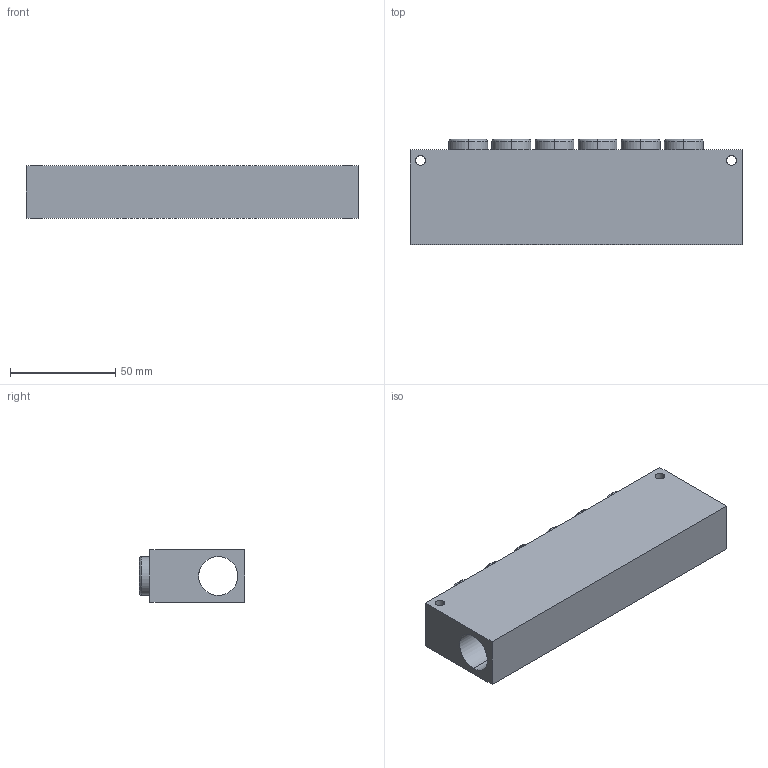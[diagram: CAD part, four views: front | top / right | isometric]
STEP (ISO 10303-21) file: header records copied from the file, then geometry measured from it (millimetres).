
FILE_DESCRIPTION(('STEP AP214'),'1');
FILE_NAME('3310_10_21.stp','2016-07-07T14:25:18',('TraceParts'),('TraceParts S.A.'),'Spatial InterOp 3D',' ',' ');
FILE_SCHEMA(('automotive_design'));
Length unit declared in the file: millimetre
Products named in the file (1): Cong_1
Bounding box: 158 x 50 x 25 mm (x, y, z)
Volume: 128389.7 mm3; surface area: 39805.3 mm2
Topology: 1 solids, 1 shells, 54 faces, 126 edges, 80 vertices
Faces by surface type: cylinder 30, torus 12, plane 12
Entity records: 2491 total; most frequent: CARTESIAN_POINT 717, DIRECTION 296, ORIENTED_EDGE 252, AXIS2_PLACEMENT_3D 127, EDGE_CURVE 126, VERTEX_POINT 80, EDGE_LOOP 78, CIRCLE 72
